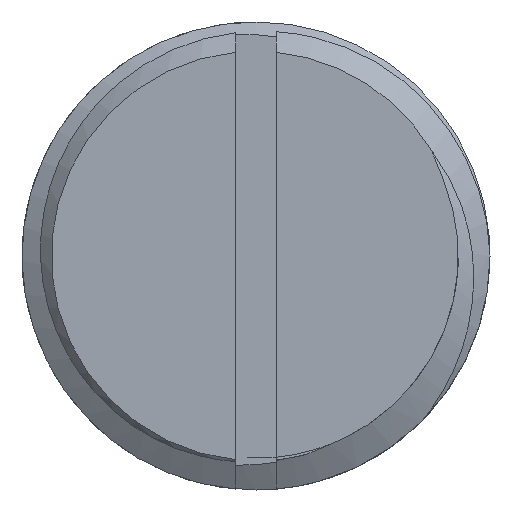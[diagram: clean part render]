
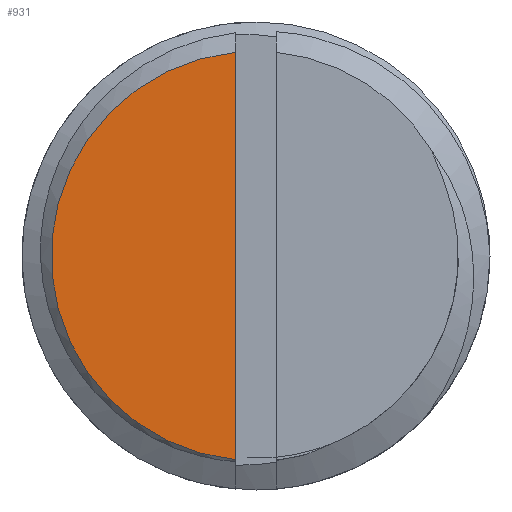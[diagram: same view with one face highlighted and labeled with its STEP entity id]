
A CAD part, front view. The second image highlights one B-rep face of the part: STEP entity #931.
In plain terms, the highlighted planar face has unit normal (0, -1, 0).
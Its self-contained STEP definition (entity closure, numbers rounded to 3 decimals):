
#88 = CARTESIAN_POINT ( 'NONE',  ( 0., 0., 0. ) ) ;
#778 = VECTOR ( 'NONE', #5650, 1000. ) ;
#931 = ADVANCED_FACE ( 'NONE', ( #7079 ), #2418, .F. ) ;
#1021 = VERTEX_POINT ( 'NONE', #4344 ) ;
#1079 = EDGE_CURVE ( 'NONE', #1705, #1021, #3261, .T. ) ;
#1109 = AXIS2_PLACEMENT_3D ( 'NONE', #3075, #5309, #1387 ) ;
#1387 = DIRECTION ( 'NONE',  ( 0., 0., 1. ) ) ;
#1705 = VERTEX_POINT ( 'NONE', #4293 ) ;
#2418 = PLANE ( 'NONE',  #1109 ) ;
#2425 = DIRECTION ( 'NONE',  ( 0., -1., 0. ) ) ;
#2721 = CARTESIAN_POINT ( 'NONE',  ( -0.35, 0., -4.25 ) ) ;
#3075 = CARTESIAN_POINT ( 'NONE',  ( 0., 0., 0. ) ) ;
#3261 = LINE ( 'NONE', #2721, #778 ) ;
#4041 = ORIENTED_EDGE ( 'NONE', *, *, #5152, .T. ) ;
#4115 = CIRCLE ( 'NONE', #5108, 3.5 ) ;
#4293 = CARTESIAN_POINT ( 'NONE',  ( -0.35, 0., 3.482 ) ) ;
#4344 = CARTESIAN_POINT ( 'NONE',  ( -0.35, 0., -3.482 ) ) ;
#4773 = DIRECTION ( 'NONE',  ( 0., 0., 1. ) ) ;
#5108 = AXIS2_PLACEMENT_3D ( 'NONE', #88, #2425, #4773 ) ;
#5152 = EDGE_CURVE ( 'NONE', #1705, #1021, #4115, .T. ) ;
#5309 = DIRECTION ( 'NONE',  ( 0., 1., 0. ) ) ;
#5650 = DIRECTION ( 'NONE',  ( 0., 0., -1. ) ) ;
#6801 = EDGE_LOOP ( 'NONE', ( #4041, #6930 ) ) ;
#6930 = ORIENTED_EDGE ( 'NONE', *, *, #1079, .F. ) ;
#7079 = FACE_OUTER_BOUND ( 'NONE', #6801, .T. ) ;
